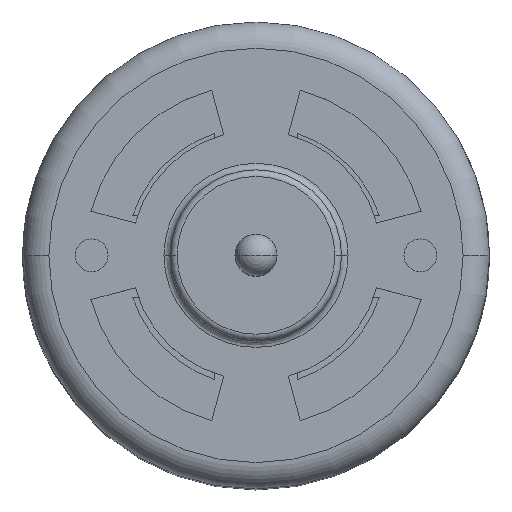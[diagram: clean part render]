
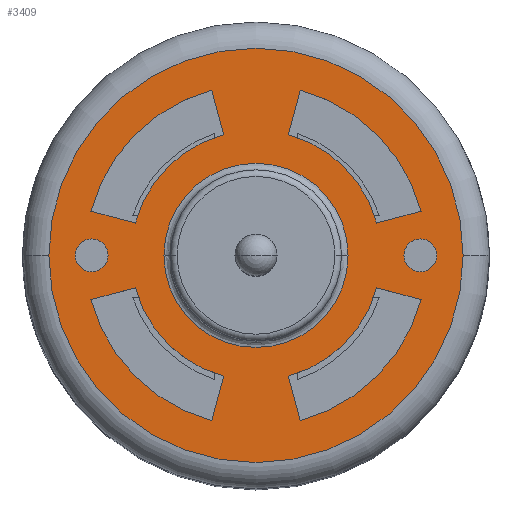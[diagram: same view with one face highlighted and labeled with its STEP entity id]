
A CAD part, top view. The second image highlights one B-rep face of the part: STEP entity #3409.
In plain terms, the highlighted planar face has unit normal (0, 0, 1).
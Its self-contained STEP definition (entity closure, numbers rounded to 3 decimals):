
#191=CARTESIAN_POINT('',(-15.75,0.,25.125));
#192=VERTEX_POINT('',#191);
#200=CARTESIAN_POINT('',(15.75,0.,25.125));
#201=VERTEX_POINT('',#200);
#202=CARTESIAN_POINT('',(0.0,0.0,25.125));
#203=DIRECTION('',(0.0,0.0,-1.0));
#204=DIRECTION('',(-1.0,0.0,0.0));
#205=AXIS2_PLACEMENT_3D('',#202,#203,#204);
#206=CIRCLE('',#205,15.75);
#207=EDGE_CURVE('',#192,#201,#206,.T.);
#367=CARTESIAN_POINT('',(7.,0.,25.125));
#368=VERTEX_POINT('',#367);
#385=CARTESIAN_POINT('',(-7.,0.,25.125));
#386=VERTEX_POINT('',#385);
#394=CARTESIAN_POINT('',(0.0,0.0,25.125));
#395=DIRECTION('',(0.0,0.0,1.0));
#396=DIRECTION('',(-1.0,0.0,0.0));
#397=AXIS2_PLACEMENT_3D('',#394,#395,#396);
#398=CIRCLE('',#397,7.);
#399=EDGE_CURVE('',#386,#368,#398,.T.);
#568=CARTESIAN_POINT('',(13.75,0.0,25.125));
#569=VERTEX_POINT('',#568);
#585=CARTESIAN_POINT('',(11.25,0.,25.125));
#586=VERTEX_POINT('',#585);
#593=CARTESIAN_POINT('',(12.5,0.0,25.125));
#594=DIRECTION('',(0.0,0.0,-1.0));
#595=DIRECTION('',(1.0,0.0,0.0));
#596=AXIS2_PLACEMENT_3D('',#593,#594,#595);
#597=CIRCLE('',#596,1.25);
#598=EDGE_CURVE('',#569,#586,#597,.T.);
#610=CARTESIAN_POINT('',(-13.75,0.0,25.125));
#611=VERTEX_POINT('',#610);
#627=CARTESIAN_POINT('',(-11.25,0.,25.125));
#628=VERTEX_POINT('',#627);
#635=CARTESIAN_POINT('',(-12.5,0.0,25.125));
#636=DIRECTION('',(0.0,0.0,-1.0));
#637=DIRECTION('',(-1.0,0.0,0.0));
#638=AXIS2_PLACEMENT_3D('',#635,#636,#637);
#639=CIRCLE('',#638,1.25);
#640=EDGE_CURVE('',#611,#628,#639,.T.);
#2648=CARTESIAN_POINT('',(2.459,-9.176,25.125));
#2649=VERTEX_POINT('',#2648);
#2656=CARTESIAN_POINT('',(3.365,-12.557,25.125));
#2657=VERTEX_POINT('',#2656);
#2658=CARTESIAN_POINT('',(3.365,-12.557,25.125));
#2659=DIRECTION('',(-0.259,0.966,0.0));
#2660=VECTOR('',#2659,3.5);
#2661=LINE('',#2658,#2660);
#2662=EDGE_CURVE('',#2657,#2649,#2661,.T.);
#2688=CARTESIAN_POINT('',(12.557,-3.365,25.125));
#2689=VERTEX_POINT('',#2688);
#2690=CARTESIAN_POINT('',(0.0,0.0,25.125));
#2691=DIRECTION('',(0.0,0.0,-1.0));
#2692=DIRECTION('',(-0.259,0.966,0.0));
#2693=AXIS2_PLACEMENT_3D('',#2690,#2691,#2692);
#2694=CIRCLE('',#2693,13.);
#2695=EDGE_CURVE('',#2689,#2657,#2694,.T.);
#2720=CARTESIAN_POINT('',(9.176,-2.459,25.125));
#2721=VERTEX_POINT('',#2720);
#2722=CARTESIAN_POINT('',(9.176,-2.459,25.125));
#2723=DIRECTION('',(0.966,-0.259,0.0));
#2724=VECTOR('',#2723,3.5);
#2725=LINE('',#2722,#2724);
#2726=EDGE_CURVE('',#2721,#2689,#2725,.T.);
#2750=CARTESIAN_POINT('',(0.0,0.0,25.125));
#2751=DIRECTION('',(0.0,0.0,1.));
#2752=DIRECTION('',(0.259,-0.966,0.0));
#2753=AXIS2_PLACEMENT_3D('',#2750,#2751,#2752);
#2754=CIRCLE('',#2753,9.5);
#2755=EDGE_CURVE('',#2649,#2721,#2754,.T.);
#2776=CARTESIAN_POINT('',(-9.176,-2.459,25.125));
#2777=VERTEX_POINT('',#2776);
#2784=CARTESIAN_POINT('',(-12.557,-3.365,25.125));
#2785=VERTEX_POINT('',#2784);
#2786=CARTESIAN_POINT('',(-12.557,-3.365,25.125));
#2787=DIRECTION('',(0.966,0.259,0.0));
#2788=VECTOR('',#2787,3.5);
#2789=LINE('',#2786,#2788);
#2790=EDGE_CURVE('',#2785,#2777,#2789,.T.);
#2816=CARTESIAN_POINT('',(-3.365,-12.557,25.125));
#2817=VERTEX_POINT('',#2816);
#2818=CARTESIAN_POINT('',(0.0,0.0,25.125));
#2819=DIRECTION('',(0.0,0.0,-1.0));
#2820=DIRECTION('',(0.966,0.259,0.0));
#2821=AXIS2_PLACEMENT_3D('',#2818,#2819,#2820);
#2822=CIRCLE('',#2821,13.);
#2823=EDGE_CURVE('',#2817,#2785,#2822,.T.);
#2848=CARTESIAN_POINT('',(-2.459,-9.176,25.125));
#2849=VERTEX_POINT('',#2848);
#2850=CARTESIAN_POINT('',(-2.459,-9.176,25.125));
#2851=DIRECTION('',(-0.259,-0.966,0.0));
#2852=VECTOR('',#2851,3.5);
#2853=LINE('',#2850,#2852);
#2854=EDGE_CURVE('',#2849,#2817,#2853,.T.);
#2878=CARTESIAN_POINT('',(0.0,0.0,25.125));
#2879=DIRECTION('',(0.0,0.0,1.));
#2880=DIRECTION('',(-0.966,-0.259,0.0));
#2881=AXIS2_PLACEMENT_3D('',#2878,#2879,#2880);
#2882=CIRCLE('',#2881,9.5);
#2883=EDGE_CURVE('',#2777,#2849,#2882,.T.);
#2904=CARTESIAN_POINT('',(-2.459,9.176,25.125));
#2905=VERTEX_POINT('',#2904);
#2912=CARTESIAN_POINT('',(-3.365,12.557,25.125));
#2913=VERTEX_POINT('',#2912);
#2914=CARTESIAN_POINT('',(-3.365,12.557,25.125));
#2915=DIRECTION('',(0.259,-0.966,0.0));
#2916=VECTOR('',#2915,3.5);
#2917=LINE('',#2914,#2916);
#2918=EDGE_CURVE('',#2913,#2905,#2917,.T.);
#2944=CARTESIAN_POINT('',(-12.557,3.365,25.125));
#2945=VERTEX_POINT('',#2944);
#2946=CARTESIAN_POINT('',(0.0,0.0,25.125));
#2947=DIRECTION('',(0.0,0.0,-1.0));
#2948=DIRECTION('',(0.259,-0.966,0.0));
#2949=AXIS2_PLACEMENT_3D('',#2946,#2947,#2948);
#2950=CIRCLE('',#2949,13.);
#2951=EDGE_CURVE('',#2945,#2913,#2950,.T.);
#2976=CARTESIAN_POINT('',(-9.176,2.459,25.125));
#2977=VERTEX_POINT('',#2976);
#2978=CARTESIAN_POINT('',(-9.176,2.459,25.125));
#2979=DIRECTION('',(-0.966,0.259,0.0));
#2980=VECTOR('',#2979,3.5);
#2981=LINE('',#2978,#2980);
#2982=EDGE_CURVE('',#2977,#2945,#2981,.T.);
#3006=CARTESIAN_POINT('',(0.0,0.0,25.125));
#3007=DIRECTION('',(0.0,0.0,1.));
#3008=DIRECTION('',(-0.259,0.966,0.0));
#3009=AXIS2_PLACEMENT_3D('',#3006,#3007,#3008);
#3010=CIRCLE('',#3009,9.5);
#3011=EDGE_CURVE('',#2905,#2977,#3010,.T.);
#3032=CARTESIAN_POINT('',(9.176,2.459,25.125));
#3033=VERTEX_POINT('',#3032);
#3040=CARTESIAN_POINT('',(12.557,3.365,25.125));
#3041=VERTEX_POINT('',#3040);
#3042=CARTESIAN_POINT('',(12.557,3.365,25.125));
#3043=DIRECTION('',(-0.966,-0.259,0.0));
#3044=VECTOR('',#3043,3.5);
#3045=LINE('',#3042,#3044);
#3046=EDGE_CURVE('',#3041,#3033,#3045,.T.);
#3072=CARTESIAN_POINT('',(3.365,12.557,25.125));
#3073=VERTEX_POINT('',#3072);
#3074=CARTESIAN_POINT('',(0.0,0.0,25.125));
#3075=DIRECTION('',(0.0,0.0,-1.0));
#3076=DIRECTION('',(-0.966,-0.259,0.0));
#3077=AXIS2_PLACEMENT_3D('',#3074,#3075,#3076);
#3078=CIRCLE('',#3077,13.);
#3079=EDGE_CURVE('',#3073,#3041,#3078,.T.);
#3104=CARTESIAN_POINT('',(2.459,9.176,25.125));
#3105=VERTEX_POINT('',#3104);
#3106=CARTESIAN_POINT('',(2.459,9.176,25.125));
#3107=DIRECTION('',(0.259,0.966,0.0));
#3108=VECTOR('',#3107,3.5);
#3109=LINE('',#3106,#3108);
#3110=EDGE_CURVE('',#3105,#3073,#3109,.T.);
#3134=CARTESIAN_POINT('',(0.0,0.0,25.125));
#3135=DIRECTION('',(0.0,0.0,1.));
#3136=DIRECTION('',(0.966,0.259,0.0));
#3137=AXIS2_PLACEMENT_3D('',#3134,#3135,#3136);
#3138=CIRCLE('',#3137,9.5);
#3139=EDGE_CURVE('',#3033,#3105,#3138,.T.);
#3151=CARTESIAN_POINT('',(-12.5,0.0,25.125));
#3152=DIRECTION('',(0.0,0.0,-1.0));
#3153=DIRECTION('',(-1.0,0.0,0.0));
#3154=AXIS2_PLACEMENT_3D('',#3151,#3152,#3153);
#3155=CIRCLE('',#3154,1.25);
#3156=EDGE_CURVE('',#628,#611,#3155,.T.);
#3196=CARTESIAN_POINT('',(12.5,0.0,25.125));
#3197=DIRECTION('',(0.0,0.0,-1.0));
#3198=DIRECTION('',(1.0,0.0,0.0));
#3199=AXIS2_PLACEMENT_3D('',#3196,#3197,#3198);
#3200=CIRCLE('',#3199,1.25);
#3201=EDGE_CURVE('',#586,#569,#3200,.T.);
#3346=CARTESIAN_POINT('',(0.0,0.0,25.125));
#3347=DIRECTION('',(0.0,0.0,1.0));
#3348=DIRECTION('',(-1.0,0.0,0.0));
#3349=AXIS2_PLACEMENT_3D('',#3346,#3347,#3348);
#3350=CIRCLE('',#3349,7.);
#3351=EDGE_CURVE('',#368,#386,#3350,.T.);
#3358=CARTESIAN_POINT('',(0.0,0.0,25.125));
#3359=DIRECTION('',(0.0,0.0,-1.0));
#3360=DIRECTION('',(-1.0,0.0,0.0));
#3361=AXIS2_PLACEMENT_3D('',#3358,#3359,#3360);
#3362=PLANE('',#3361);
#3363=CARTESIAN_POINT('',(0.0,0.0,25.125));
#3364=DIRECTION('',(0.0,0.0,-1.0));
#3365=DIRECTION('',(-1.0,0.0,0.0));
#3366=AXIS2_PLACEMENT_3D('',#3363,#3364,#3365);
#3367=CIRCLE('',#3366,15.75);
#3368=EDGE_CURVE('',#201,#192,#3367,.T.);
#3369=ORIENTED_EDGE('',*,*,#3368,.F.);
#3370=ORIENTED_EDGE('',*,*,#207,.F.);
#3371=EDGE_LOOP('',(#3369,#3370));
#3372=FACE_OUTER_BOUND('',#3371,.T.);
#3373=ORIENTED_EDGE('',*,*,#2726,.T.);
#3374=ORIENTED_EDGE('',*,*,#2695,.T.);
#3375=ORIENTED_EDGE('',*,*,#2662,.T.);
#3376=ORIENTED_EDGE('',*,*,#2755,.T.);
#3377=EDGE_LOOP('',(#3373,#3374,#3375,#3376));
#3378=FACE_BOUND('',#3377,.T.);
#3379=ORIENTED_EDGE('',*,*,#2854,.T.);
#3380=ORIENTED_EDGE('',*,*,#2823,.T.);
#3381=ORIENTED_EDGE('',*,*,#2790,.T.);
#3382=ORIENTED_EDGE('',*,*,#2883,.T.);
#3383=EDGE_LOOP('',(#3379,#3380,#3381,#3382));
#3384=FACE_BOUND('',#3383,.T.);
#3385=ORIENTED_EDGE('',*,*,#2982,.T.);
#3386=ORIENTED_EDGE('',*,*,#2951,.T.);
#3387=ORIENTED_EDGE('',*,*,#2918,.T.);
#3388=ORIENTED_EDGE('',*,*,#3011,.T.);
#3389=EDGE_LOOP('',(#3385,#3386,#3387,#3388));
#3390=FACE_BOUND('',#3389,.T.);
#3391=ORIENTED_EDGE('',*,*,#3110,.T.);
#3392=ORIENTED_EDGE('',*,*,#3079,.T.);
#3393=ORIENTED_EDGE('',*,*,#3046,.T.);
#3394=ORIENTED_EDGE('',*,*,#3139,.T.);
#3395=EDGE_LOOP('',(#3391,#3392,#3393,#3394));
#3396=FACE_BOUND('',#3395,.T.);
#3397=ORIENTED_EDGE('',*,*,#640,.T.);
#3398=ORIENTED_EDGE('',*,*,#3156,.T.);
#3399=EDGE_LOOP('',(#3397,#3398));
#3400=FACE_BOUND('',#3399,.T.);
#3401=ORIENTED_EDGE('',*,*,#598,.T.);
#3402=ORIENTED_EDGE('',*,*,#3201,.T.);
#3403=EDGE_LOOP('',(#3401,#3402));
#3404=FACE_BOUND('',#3403,.T.);
#3405=ORIENTED_EDGE('',*,*,#3351,.F.);
#3406=ORIENTED_EDGE('',*,*,#399,.F.);
#3407=EDGE_LOOP('',(#3405,#3406));
#3408=FACE_BOUND('',#3407,.T.);
#3409=ADVANCED_FACE('',(#3372,#3378,#3384,#3390,#3396,#3400,#3404,#3408),#3362,.F.);
